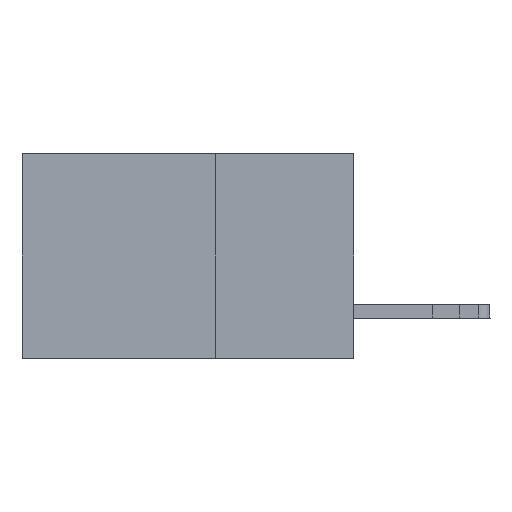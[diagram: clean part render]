
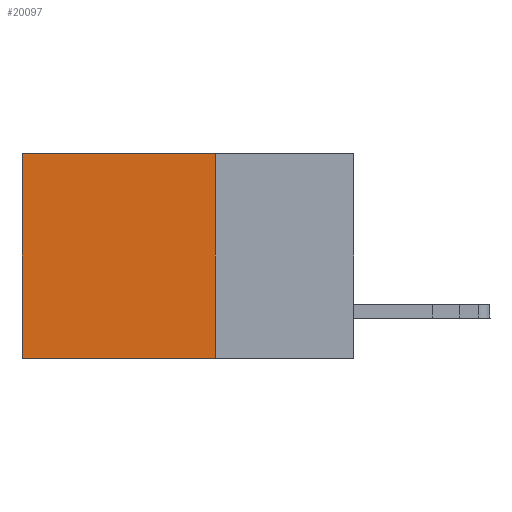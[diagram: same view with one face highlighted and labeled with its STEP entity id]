
A CAD part, left-side view. The second image highlights one B-rep face of the part: STEP entity #20097.
In plain terms, the highlighted planar face has unit normal (-1, 0, 0).
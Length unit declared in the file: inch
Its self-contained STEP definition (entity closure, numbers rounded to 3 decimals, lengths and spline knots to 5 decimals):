
#226 = EDGE_LOOP ( 'NONE', ( #18613, #31083, #25916, #24807 ) ) ;
#787 = VERTEX_POINT ( 'NONE', #23241 ) ;
#904 = CARTESIAN_POINT ( 'NONE',  ( 0.2875, 0.6, -0.37 ) ) ;
#4919 = DIRECTION ( 'NONE',  ( 0., 0., -1. ) ) ;
#5358 = VERTEX_POINT ( 'NONE', #7024 ) ;
#6818 = CARTESIAN_POINT ( 'NONE',  ( 0.2875, 0.6, 0. ) ) ;
#7024 = CARTESIAN_POINT ( 'NONE',  ( 0.2875, 0.6, 0. ) ) ;
#8068 = CARTESIAN_POINT ( 'NONE',  ( 0.2875, 0.25, 0. ) ) ;
#9182 = EDGE_CURVE ( 'NONE', #787, #22626, #9400, .T. ) ;
#9400 = LINE ( 'NONE', #29063, #26283 ) ;
#10325 = EDGE_CURVE ( 'NONE', #31575, #787, #17630, .T. ) ;
#12691 = AXIS2_PLACEMENT_3D ( 'NONE', #16518, #23495, #4919 ) ;
#14165 = CARTESIAN_POINT ( 'NONE',  ( 0.2875, 0.25, 0. ) ) ;
#14423 = EDGE_CURVE ( 'NONE', #31575, #5358, #31162, .T. ) ;
#14681 = CARTESIAN_POINT ( 'NONE',  ( 0.2875, 0.25, 0. ) ) ;
#15619 = VECTOR ( 'NONE', #23262, 39.37008 ) ;
#16518 = CARTESIAN_POINT ( 'NONE',  ( 0.2875, 0.25, 0. ) ) ;
#16625 = DIRECTION ( 'NONE',  ( 0., 0., -1. ) ) ;
#17630 = LINE ( 'NONE', #8068, #18534 ) ;
#18534 = VECTOR ( 'NONE', #16625, 39.37008 ) ;
#18613 = ORIENTED_EDGE ( 'NONE', *, *, #28263, .T. ) ;
#20097 = ADVANCED_FACE ( 'NONE', ( #27091 ), #33098, .F. ) ;
#22626 = VERTEX_POINT ( 'NONE', #904 ) ;
#23241 = CARTESIAN_POINT ( 'NONE',  ( 0.2875, 0.25, -0.37 ) ) ;
#23262 = DIRECTION ( 'NONE',  ( 0., 1., 0. ) ) ;
#23495 = DIRECTION ( 'NONE',  ( 1., 0., 0. ) ) ;
#24807 = ORIENTED_EDGE ( 'NONE', *, *, #14423, .T. ) ;
#25916 = ORIENTED_EDGE ( 'NONE', *, *, #10325, .F. ) ;
#26160 = DIRECTION ( 'NONE',  ( 0., 0., -1. ) ) ;
#26283 = VECTOR ( 'NONE', #34751, 39.37008 ) ;
#27091 = FACE_OUTER_BOUND ( 'NONE', #226, .T. ) ;
#28263 = EDGE_CURVE ( 'NONE', #5358, #22626, #31545, .T. ) ;
#28934 = VECTOR ( 'NONE', #26160, 39.37008 ) ;
#29063 = CARTESIAN_POINT ( 'NONE',  ( 0.2875, 0.25, -0.37 ) ) ;
#31083 = ORIENTED_EDGE ( 'NONE', *, *, #9182, .F. ) ;
#31162 = LINE ( 'NONE', #14681, #15619 ) ;
#31545 = LINE ( 'NONE', #6818, #28934 ) ;
#31575 = VERTEX_POINT ( 'NONE', #14165 ) ;
#33098 = PLANE ( 'NONE',  #12691 ) ;
#34751 = DIRECTION ( 'NONE',  ( 0., 1., 0. ) ) ;
